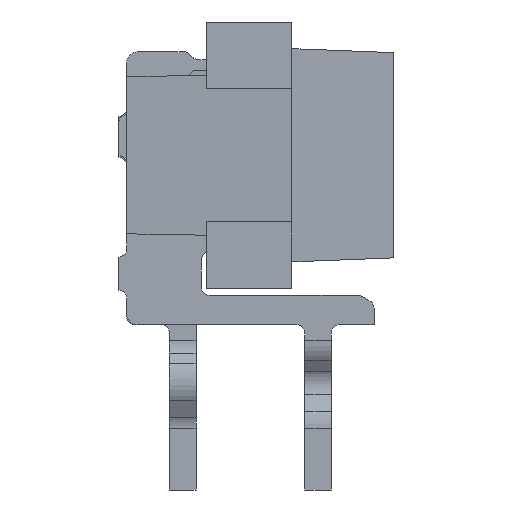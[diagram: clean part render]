
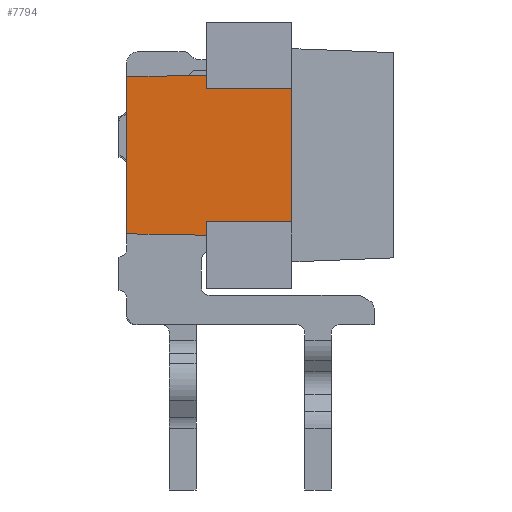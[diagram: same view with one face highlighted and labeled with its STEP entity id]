
A CAD part, front view. The second image highlights one B-rep face of the part: STEP entity #7794.
In plain terms, the highlighted planar face has unit normal (-0.018, -1, 0).
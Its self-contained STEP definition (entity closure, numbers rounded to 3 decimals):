
#592 = VERTEX_POINT('',#593);
#593 = CARTESIAN_POINT('',(0.375,-14.742,1.815));
#599 = EDGE_CURVE('',#592,#600,#602,.T.);
#600 = VERTEX_POINT('',#601);
#601 = CARTESIAN_POINT('',(0.375,-14.742,2.065));
#602 = LINE('',#603,#604);
#603 = CARTESIAN_POINT('',(0.375,-14.742,1.815));
#604 = VECTOR('',#605,1.);
#605 = DIRECTION('',(0.,0.,1.));
#742 = VERTEX_POINT('',#743);
#743 = CARTESIAN_POINT('',(0.375,-14.742,4.565));
#749 = EDGE_CURVE('',#742,#750,#752,.T.);
#750 = VERTEX_POINT('',#751);
#751 = CARTESIAN_POINT('',(0.375,-14.742,4.815));
#752 = LINE('',#753,#754);
#753 = CARTESIAN_POINT('',(0.375,-14.742,4.565));
#754 = VECTOR('',#755,1.);
#755 = DIRECTION('',(0.,0.,1.));
#2267 = VERTEX_POINT('',#2268);
#2268 = CARTESIAN_POINT('',(-1.125,-14.716,1.841));
#2274 = EDGE_CURVE('',#592,#2267,#2275,.T.);
#2275 = LINE('',#2276,#2277);
#2276 = CARTESIAN_POINT('',(0.375,-14.742,1.815));
#2277 = VECTOR('',#2278,1.);
#2278 = DIRECTION('',(-1.,0.017,
    0.017));
#3665 = VERTEX_POINT('',#3666);
#3666 = CARTESIAN_POINT('',(-1.125,-14.716,4.789));
#3672 = EDGE_CURVE('',#2267,#3665,#3673,.T.);
#3673 = LINE('',#3674,#3675);
#3674 = CARTESIAN_POINT('',(-1.125,-14.716,1.841));
#3675 = VECTOR('',#3676,1.);
#3676 = DIRECTION('',(0.,0.,1.));
#7647 = VERTEX_POINT('',#7648);
#7648 = CARTESIAN_POINT('',(1.975,-14.77,4.565));
#7692 = VERTEX_POINT('',#7693);
#7693 = CARTESIAN_POINT('',(1.975,-14.77,2.065));
#7760 = EDGE_CURVE('',#7647,#7692,#7761,.T.);
#7761 = LINE('',#7762,#7763);
#7762 = CARTESIAN_POINT('',(1.975,-14.77,4.565));
#7763 = VECTOR('',#7764,1.);
#7764 = DIRECTION('',(0.,0.,-1.));
#7794 = ADVANCED_FACE('',(#7795),#7820,.F.);
#7795 = FACE_BOUND('',#7796,.F.);
#7796 = EDGE_LOOP('',(#7797,#7798,#7804,#7805,#7806,#7807,#7813,#7814));
#7797 = ORIENTED_EDGE('',*,*,#7760,.T.);
#7798 = ORIENTED_EDGE('',*,*,#7799,.T.);
#7799 = EDGE_CURVE('',#7692,#600,#7800,.T.);
#7800 = LINE('',#7801,#7802);
#7801 = CARTESIAN_POINT('',(1.975,-14.77,2.065));
#7802 = VECTOR('',#7803,1.);
#7803 = DIRECTION('',(-1.,0.017,
    0.));
#7804 = ORIENTED_EDGE('',*,*,#599,.F.);
#7805 = ORIENTED_EDGE('',*,*,#2274,.T.);
#7806 = ORIENTED_EDGE('',*,*,#3672,.T.);
#7807 = ORIENTED_EDGE('',*,*,#7808,.T.);
#7808 = EDGE_CURVE('',#3665,#750,#7809,.T.);
#7809 = LINE('',#7810,#7811);
#7810 = CARTESIAN_POINT('',(-1.125,-14.716,4.789));
#7811 = VECTOR('',#7812,1.);
#7812 = DIRECTION('',(1.,-0.017,
    0.017));
#7813 = ORIENTED_EDGE('',*,*,#749,.F.);
#7814 = ORIENTED_EDGE('',*,*,#7815,.F.);
#7815 = EDGE_CURVE('',#7647,#742,#7816,.T.);
#7816 = LINE('',#7817,#7818);
#7817 = CARTESIAN_POINT('',(1.975,-14.77,4.565));
#7818 = VECTOR('',#7819,1.);
#7819 = DIRECTION('',(-1.,0.017,
    0.));
#7820 = PLANE('',#7821);
#7821 = AXIS2_PLACEMENT_3D('',#7822,#7823,#7824);
#7822 = CARTESIAN_POINT('',(1.975,-14.77,5.315));
#7823 = DIRECTION('',(0.017,1.,
    0.));
#7824 = DIRECTION('',(0.,0.,1.));
